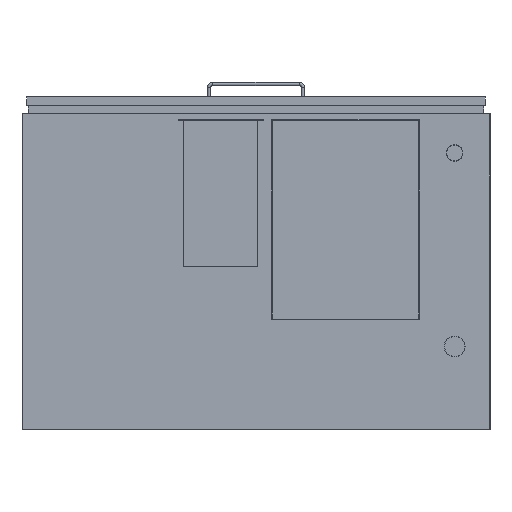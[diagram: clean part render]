
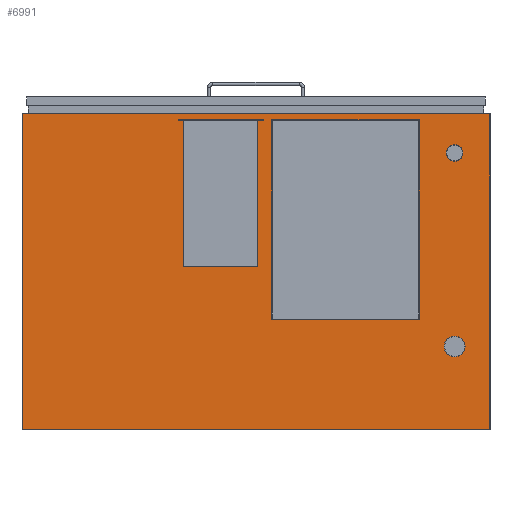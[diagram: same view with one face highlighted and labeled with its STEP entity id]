
A CAD part, front view. The second image highlights one B-rep face of the part: STEP entity #6991.
In plain terms, the highlighted planar face has unit normal (0, -1, 0).
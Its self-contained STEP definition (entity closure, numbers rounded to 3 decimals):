
#85=FACE_BOUND('',#827,.T.);
#86=FACE_BOUND('',#828,.T.);
#87=FACE_BOUND('',#829,.T.);
#103=CIRCLE('',#7448,25.);
#104=CIRCLE('',#7449,25.);
#107=CIRCLE('',#7454,20.);
#108=CIRCLE('',#7455,20.);
#410=FACE_OUTER_BOUND('',#826,.T.);
#826=EDGE_LOOP('',(#4894,#4895,#4896,#4897));
#827=EDGE_LOOP('',(#4898,#4899,#4900,#4901));
#828=EDGE_LOOP('',(#4902,#4903));
#829=EDGE_LOOP('',(#4904,#4905));
#1288=LINE('',#10177,#2136);
#1292=LINE('',#10185,#2140);
#1295=LINE('',#10191,#2143);
#1298=LINE('',#10196,#2146);
#1337=LINE('',#10293,#2185);
#1339=LINE('',#10297,#2187);
#1341=LINE('',#10301,#2189);
#1343=LINE('',#10304,#2191);
#2136=VECTOR('',#8163,10.);
#2140=VECTOR('',#8169,10.);
#2143=VECTOR('',#8174,10.);
#2146=VECTOR('',#8179,10.);
#2185=VECTOR('',#8266,10.);
#2187=VECTOR('',#8270,10.);
#2189=VECTOR('',#8274,10.);
#2191=VECTOR('',#8278,10.);
#2952=VERTEX_POINT('',#10175);
#2953=VERTEX_POINT('',#10176);
#2956=VERTEX_POINT('',#10184);
#2958=VERTEX_POINT('',#10190);
#2962=VERTEX_POINT('',#10204);
#2963=VERTEX_POINT('',#10206);
#2966=VERTEX_POINT('',#10215);
#2967=VERTEX_POINT('',#10217);
#2992=VERTEX_POINT('',#10290);
#2993=VERTEX_POINT('',#10292);
#2994=VERTEX_POINT('',#10296);
#2995=VERTEX_POINT('',#10300);
#3664=EDGE_CURVE('',#2952,#2953,#1288,.T.);
#3668=EDGE_CURVE('',#2953,#2956,#1292,.T.);
#3671=EDGE_CURVE('',#2956,#2958,#1295,.T.);
#3674=EDGE_CURVE('',#2958,#2952,#1298,.T.);
#3679=EDGE_CURVE('',#2963,#2962,#103,.T.);
#3680=EDGE_CURVE('',#2962,#2963,#104,.T.);
#3684=EDGE_CURVE('',#2967,#2966,#107,.T.);
#3685=EDGE_CURVE('',#2966,#2967,#108,.T.);
#3721=EDGE_CURVE('',#2992,#2993,#1337,.T.);
#3723=EDGE_CURVE('',#2994,#2992,#1339,.T.);
#3725=EDGE_CURVE('',#2995,#2994,#1341,.T.);
#3727=EDGE_CURVE('',#2993,#2995,#1343,.T.);
#4894=ORIENTED_EDGE('',*,*,#3727,.F.);
#4895=ORIENTED_EDGE('',*,*,#3721,.F.);
#4896=ORIENTED_EDGE('',*,*,#3723,.F.);
#4897=ORIENTED_EDGE('',*,*,#3725,.F.);
#4898=ORIENTED_EDGE('',*,*,#3664,.T.);
#4899=ORIENTED_EDGE('',*,*,#3668,.T.);
#4900=ORIENTED_EDGE('',*,*,#3671,.T.);
#4901=ORIENTED_EDGE('',*,*,#3674,.T.);
#4902=ORIENTED_EDGE('',*,*,#3679,.T.);
#4903=ORIENTED_EDGE('',*,*,#3680,.T.);
#4904=ORIENTED_EDGE('',*,*,#3684,.T.);
#4905=ORIENTED_EDGE('',*,*,#3685,.T.);
#6635=PLANE('',#7471);
#6991=ADVANCED_FACE('',(#410,#85,#86,#87),#6635,.F.);
#7448=AXIS2_PLACEMENT_3D('',#10207,#8190,#8191);
#7449=AXIS2_PLACEMENT_3D('',#10208,#8192,#8193);
#7454=AXIS2_PLACEMENT_3D('',#10218,#8203,#8204);
#7455=AXIS2_PLACEMENT_3D('',#10219,#8205,#8206);
#7471=AXIS2_PLACEMENT_3D('',#10305,#8279,#8280);
#8163=DIRECTION('',(0.,0.,1.));
#8169=DIRECTION('',(1.,0.,0.));
#8174=DIRECTION('',(0.,0.,-1.));
#8179=DIRECTION('',(-1.,0.,0.));
#8190=DIRECTION('center_axis',(0.,1.,0.));
#8191=DIRECTION('ref_axis',(1.,0.,0.));
#8192=DIRECTION('center_axis',(0.,1.,0.));
#8193=DIRECTION('ref_axis',(1.,0.,0.));
#8203=DIRECTION('center_axis',(0.,1.,0.));
#8204=DIRECTION('ref_axis',(1.,0.,0.));
#8205=DIRECTION('center_axis',(0.,1.,0.));
#8206=DIRECTION('ref_axis',(1.,0.,0.));
#8266=DIRECTION('',(1.,0.,0.));
#8270=DIRECTION('',(0.,0.,1.));
#8274=DIRECTION('',(-1.,0.,0.));
#8278=DIRECTION('',(0.,0.,-1.));
#8279=DIRECTION('center_axis',(0.,1.,0.));
#8280=DIRECTION('ref_axis',(0.,0.,1.));
#10175=CARTESIAN_POINT('',(37.5,0.,-115.));
#10176=CARTESIAN_POINT('',(37.5,0.,365.));
#10177=CARTESIAN_POINT('',(37.5,0.,182.5));
#10184=CARTESIAN_POINT('',(392.5,0.,365.));
#10185=CARTESIAN_POINT('',(196.25,0.,365.));
#10190=CARTESIAN_POINT('',(392.5,0.,-115.));
#10191=CARTESIAN_POINT('',(392.5,0.,-57.5));
#10196=CARTESIAN_POINT('',(18.75,0.,-115.));
#10204=CARTESIAN_POINT('',(452.5,0.,-180.));
#10206=CARTESIAN_POINT('',(502.5,0.,-180.));
#10207=CARTESIAN_POINT('Origin',(477.5,0.,-180.));
#10208=CARTESIAN_POINT('Origin',(477.5,0.,-180.));
#10215=CARTESIAN_POINT('',(457.5,0.,285.));
#10217=CARTESIAN_POINT('',(497.5,0.,285.));
#10218=CARTESIAN_POINT('Origin',(477.5,0.,285.));
#10219=CARTESIAN_POINT('Origin',(477.5,0.,285.));
#10290=CARTESIAN_POINT('',(-562.5,0.,380.));
#10292=CARTESIAN_POINT('',(562.5,0.,380.));
#10293=CARTESIAN_POINT('',(-562.5,0.,380.));
#10296=CARTESIAN_POINT('',(-562.5,0.,-380.));
#10297=CARTESIAN_POINT('',(-562.5,0.,-380.));
#10300=CARTESIAN_POINT('',(562.5,0.,-380.));
#10301=CARTESIAN_POINT('',(562.5,0.,-380.));
#10304=CARTESIAN_POINT('',(562.5,0.,380.));
#10305=CARTESIAN_POINT('Origin',(0.,0.,0.));
